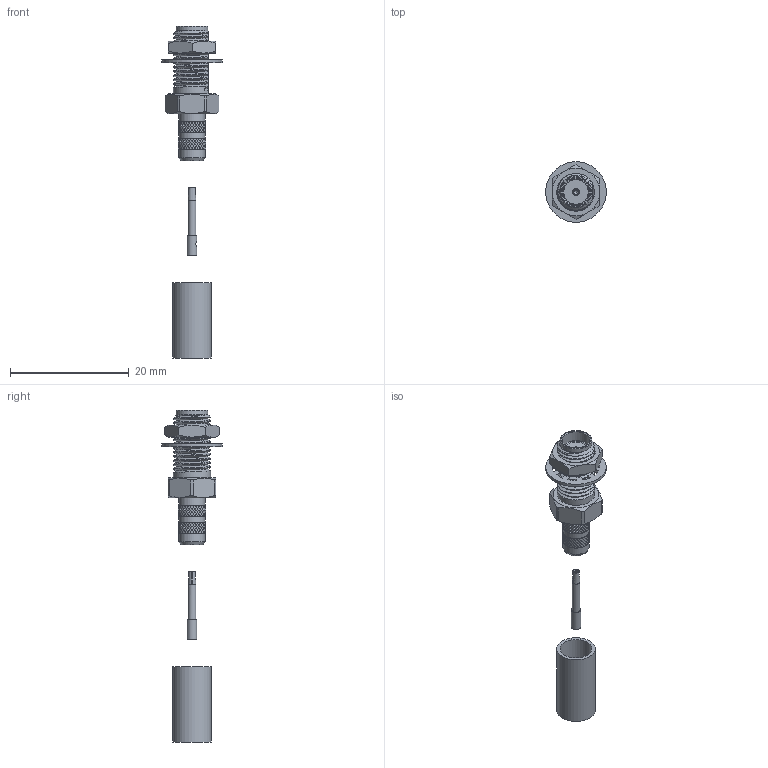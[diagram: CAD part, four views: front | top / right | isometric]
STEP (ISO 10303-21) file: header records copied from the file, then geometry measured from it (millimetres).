
FILE_DESCRIPTION(/* description */ ('Unknown'),/* implementation_level */ '2;1');
FILE_NAME(/* name */ '60326421110120',/* time_stamp */ '2019-03-26T16:21:42+01:00',/* author */ ('Unknown'),/* organization */ ('Unknown'),/* preprocessor_version */ 'ST-DEVELOPER v16.7',/* originating_system */ 'DEX',/* authorisation */ $);
FILE_SCHEMA (('AUTOMOTIVE_DESIGN {1 0 10303 214 3 1 1}'));
Products named in the file (1): 60326421110120
Bounding box: 10.2 x 10.2 x 55.9 mm (x, y, z)
Volume: 677.3 mm3; surface area: 1648.4 mm2
Topology: 4 solids, 4 shells, 2464 faces, 5389 edges, 2932 vertices
Faces by surface type: cylinder 2136, plane 195, bspline 100, cone 32, sphere 1
Full cylindrical faces by diameter (mm): 0.97 x1, 1 x1, 1.05 x1, 1.27 x1, 1.3 x1, 1.6 x1, 3.1 x1, 3.7 x1, 4.4 x3, 4.65 x1, 5.33 x2, 6.48 x1, 10.2 x1
Entity records: 72313 total; most frequent: CARTESIAN_POINT 26468, ORIENTED_EDGE 10694, DIRECTION 7584, EDGE_CURVE 5347, B_SPLINE_CURVE_WITH_KNOTS 3777, AXIS2_PLACEMENT_3D 3649, VERTEX_POINT 2921, FACE_BOUND 2514
